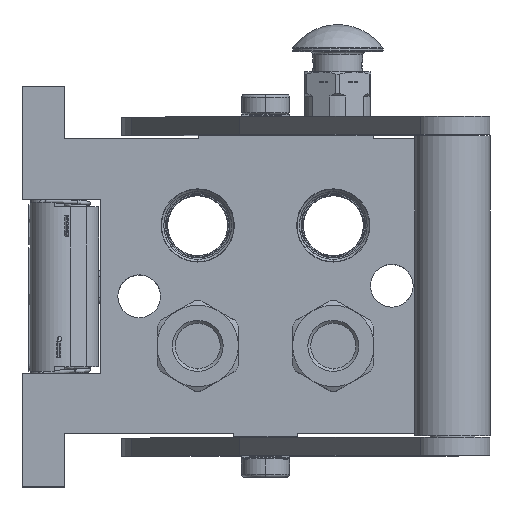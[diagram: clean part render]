
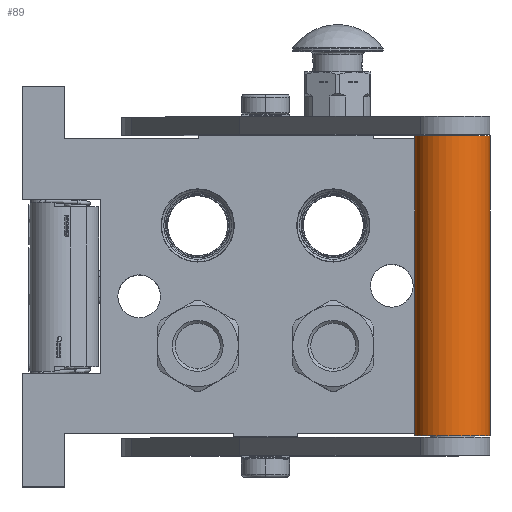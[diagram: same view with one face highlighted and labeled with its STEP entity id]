
A CAD part, top view. The second image highlights one B-rep face of the part: STEP entity #89.
In plain terms, the highlighted cylindrical face has radius 12.5 mm (diameter 25 mm), a partial arc.
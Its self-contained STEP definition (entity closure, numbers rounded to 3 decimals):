
#89 = ADVANCED_FACE ( 'NONE', ( #12771 ), #8554, .T. ) ;
#2584 = CARTESIAN_POINT ( 'NONE',  ( -5.425, 0., 0. ) ) ;
#3411 = DIRECTION ( 'NONE',  ( -1., 0., 0. ) ) ;
#8554 = CYLINDRICAL_SURFACE ( 'NONE', #11378, 12.5 ) ;
#9434 = EDGE_CURVE ( 'NONE', #67194, #22176, #78222, .T. ) ;
#11378 = AXIS2_PLACEMENT_3D ( 'NONE', #2584, #66164, #93156 ) ;
#12771 = FACE_OUTER_BOUND ( 'NONE', #67801, .T. ) ;
#12983 = CARTESIAN_POINT ( 'NONE',  ( 104., 0., 12.5 ) ) ;
#22176 = VERTEX_POINT ( 'NONE', #96098 ) ;
#27619 = LINE ( 'NONE', #12983, #60313 ) ;
#29622 = DIRECTION ( 'NONE',  ( 0., 0., -1. ) ) ;
#29667 = DIRECTION ( 'NONE',  ( -1., 0., 0. ) ) ;
#37015 = VECTOR ( 'NONE', #96879, 1000. ) ;
#38012 = CARTESIAN_POINT ( 'NONE',  ( 4.5, 0., 0. ) ) ;
#39569 = CARTESIAN_POINT ( 'NONE',  ( 104., 0., 12.5 ) ) ;
#51442 = ORIENTED_EDGE ( 'NONE', *, *, #81094, .T. ) ;
#52020 = ORIENTED_EDGE ( 'NONE', *, *, #92720, .T. ) ;
#52779 = AXIS2_PLACEMENT_3D ( 'NONE', #84007, #56978, #29622 ) ;
#53265 = EDGE_CURVE ( 'NONE', #22176, #92741, #103462, .T. ) ;
#56618 = DIRECTION ( 'NONE',  ( 0., 0., -1. ) ) ;
#56978 = DIRECTION ( 'NONE',  ( -1., 0., 0. ) ) ;
#60313 = VECTOR ( 'NONE', #3411, 1000. ) ;
#62876 = AXIS2_PLACEMENT_3D ( 'NONE', #38012, #29667, #56618 ) ;
#66164 = DIRECTION ( 'NONE',  ( -1., 0., 0. ) ) ;
#67194 = VERTEX_POINT ( 'NONE', #82607 ) ;
#67801 = EDGE_LOOP ( 'NONE', ( #52020, #51442, #90122, #77472 ) ) ;
#69468 = CARTESIAN_POINT ( 'NONE',  ( 104., 0., -12.5 ) ) ;
#77472 = ORIENTED_EDGE ( 'NONE', *, *, #9434, .F. ) ;
#78222 = LINE ( 'NONE', #69468, #37015 ) ;
#81094 = EDGE_CURVE ( 'NONE', #91074, #92741, #27619, .T. ) ;
#82607 = CARTESIAN_POINT ( 'NONE',  ( 104., 0., -12.5 ) ) ;
#84007 = CARTESIAN_POINT ( 'NONE',  ( 104., 0., 0. ) ) ;
#90122 = ORIENTED_EDGE ( 'NONE', *, *, #53265, .F. ) ;
#91074 = VERTEX_POINT ( 'NONE', #39569 ) ;
#92720 = EDGE_CURVE ( 'NONE', #67194, #91074, #112986, .T. ) ;
#92741 = VERTEX_POINT ( 'NONE', #93121 ) ;
#93121 = CARTESIAN_POINT ( 'NONE',  ( 4.5, 0., 12.5 ) ) ;
#93156 = DIRECTION ( 'NONE',  ( 0., 0., 1. ) ) ;
#96098 = CARTESIAN_POINT ( 'NONE',  ( 4.5, 0., -12.5 ) ) ;
#96879 = DIRECTION ( 'NONE',  ( -1., 0., 0. ) ) ;
#103462 = CIRCLE ( 'NONE', #62876, 12.5 ) ;
#112986 = CIRCLE ( 'NONE', #52779, 12.5 ) ;
